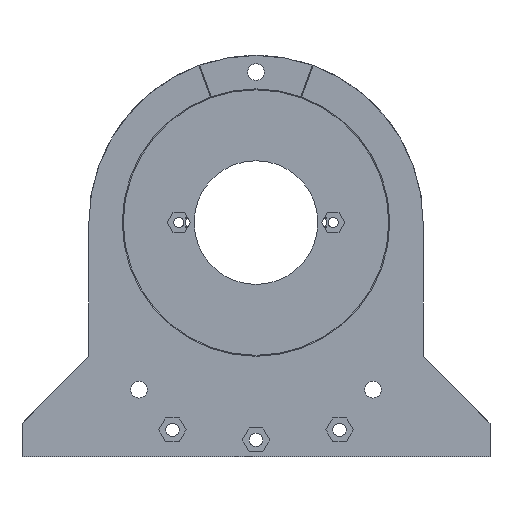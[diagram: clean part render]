
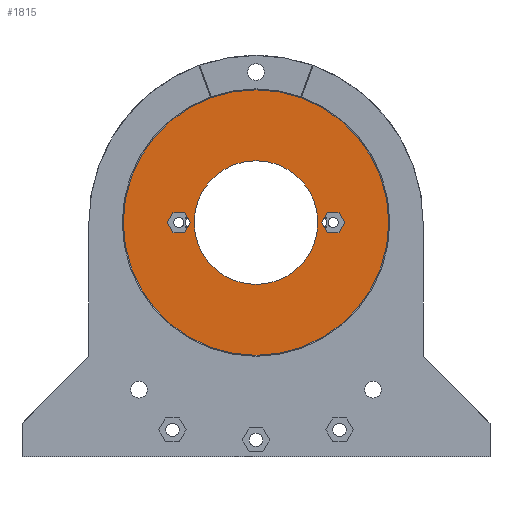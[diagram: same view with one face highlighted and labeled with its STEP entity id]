
A CAD part, front view. The second image highlights one B-rep face of the part: STEP entity #1815.
In plain terms, the highlighted planar face has unit normal (0, -1, 0).
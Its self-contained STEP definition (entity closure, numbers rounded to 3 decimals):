
#1=CARTESIAN_POINT('',(0.,0.,0.));
#2=DIRECTION('',(0.,-1.,0.));
#3=DIRECTION('',(1.,0.,0.));
#4=AXIS2_PLACEMENT_3D('',#1,#2,#3);
#6=CARTESIAN_POINT('',(0.,0.,0.));
#7=DIRECTION('',(0.,-1.,0.));
#8=DIRECTION('',(-1.,0.,0.));
#9=AXIS2_PLACEMENT_3D('',#6,#7,#8);
#11=CARTESIAN_POINT('',(0.,0.,0.));
#12=DIRECTION('',(0.,1.,0.));
#13=DIRECTION('',(-0.342,0.,0.94));
#14=AXIS2_PLACEMENT_3D('',#11,#12,#13);
#16=CARTESIAN_POINT('',(0.,0.,0.));
#17=DIRECTION('',(0.,1.,0.));
#18=DIRECTION('',(0.342,0.,0.94));
#19=AXIS2_PLACEMENT_3D('',#16,#17,#18);
#21=DIRECTION('',(1.,0.,0.));
#22=VECTOR('',#21,3.464);
#23=CARTESIAN_POINT('',(21.368,0.,-3.));
#24=LINE('',#23,#22);
#25=DIRECTION('',(0.5,0.,0.866));
#26=VECTOR('',#25,3.464);
#27=CARTESIAN_POINT('',(24.832,0.,-3.));
#28=LINE('',#27,#26);
#29=DIRECTION('',(-0.5,0.,0.866));
#30=VECTOR('',#29,3.464);
#31=CARTESIAN_POINT('',(26.564,0.,0.));
#32=LINE('',#31,#30);
#33=DIRECTION('',(-1.,0.,0.));
#34=VECTOR('',#33,3.464);
#35=CARTESIAN_POINT('',(24.832,0.,3.));
#36=LINE('',#35,#34);
#37=DIRECTION('',(-0.5,0.,-0.866));
#38=VECTOR('',#37,3.464);
#39=CARTESIAN_POINT('',(21.368,0.,3.));
#40=LINE('',#39,#38);
#41=DIRECTION('',(0.5,0.,-0.866));
#42=VECTOR('',#41,3.464);
#43=CARTESIAN_POINT('',(19.636,0.,0.));
#44=LINE('',#43,#42);
#45=DIRECTION('',(1.,0.,0.));
#46=VECTOR('',#45,3.464);
#47=CARTESIAN_POINT('',(-24.832,0.,-3.));
#48=LINE('',#47,#46);
#49=DIRECTION('',(0.5,0.,0.866));
#50=VECTOR('',#49,3.464);
#51=CARTESIAN_POINT('',(-21.368,0.,-3.));
#52=LINE('',#51,#50);
#53=DIRECTION('',(-0.5,0.,0.866));
#54=VECTOR('',#53,3.464);
#55=CARTESIAN_POINT('',(-19.636,0.,0.));
#56=LINE('',#55,#54);
#57=DIRECTION('',(-1.,0.,0.));
#58=VECTOR('',#57,3.464);
#59=CARTESIAN_POINT('',(-21.368,0.,3.));
#60=LINE('',#59,#58);
#61=DIRECTION('',(-0.5,0.,-0.866));
#62=VECTOR('',#61,3.464);
#63=CARTESIAN_POINT('',(-24.832,0.,3.));
#64=LINE('',#63,#62);
#65=DIRECTION('',(0.5,0.,-0.866));
#66=VECTOR('',#65,3.464);
#67=CARTESIAN_POINT('',(-26.564,0.,0.));
#68=LINE('',#67,#66);
#1388=CARTESIAN_POINT('',(18.5,0.,0.));
#1389=CARTESIAN_POINT('',(-18.5,0.,0.));
#1390=VERTEX_POINT('',#1388);
#1391=VERTEX_POINT('',#1389);
#1524=CARTESIAN_POINT('',(-13.578,0.,37.306));
#1525=CARTESIAN_POINT('',(13.578,0.,37.306));
#1526=VERTEX_POINT('',#1524);
#1527=VERTEX_POINT('',#1525);
#1714=CARTESIAN_POINT('',(21.368,0.,-3.));
#1715=CARTESIAN_POINT('',(24.832,0.,-3.));
#1716=VERTEX_POINT('',#1714);
#1717=VERTEX_POINT('',#1715);
#1718=CARTESIAN_POINT('',(26.564,0.,0.));
#1719=VERTEX_POINT('',#1718);
#1720=CARTESIAN_POINT('',(24.832,0.,3.));
#1721=VERTEX_POINT('',#1720);
#1722=CARTESIAN_POINT('',(21.368,0.,3.));
#1723=VERTEX_POINT('',#1722);
#1724=CARTESIAN_POINT('',(19.636,0.,0.));
#1725=VERTEX_POINT('',#1724);
#1726=CARTESIAN_POINT('',(-24.832,0.,-3.));
#1727=CARTESIAN_POINT('',(-21.368,0.,-3.));
#1728=VERTEX_POINT('',#1726);
#1729=VERTEX_POINT('',#1727);
#1730=CARTESIAN_POINT('',(-19.636,0.,0.));
#1731=VERTEX_POINT('',#1730);
#1732=CARTESIAN_POINT('',(-21.368,0.,3.));
#1733=VERTEX_POINT('',#1732);
#1734=CARTESIAN_POINT('',(-24.832,0.,3.));
#1735=VERTEX_POINT('',#1734);
#1736=CARTESIAN_POINT('',(-26.564,0.,0.));
#1737=VERTEX_POINT('',#1736);
#1770=CARTESIAN_POINT('',(0.,0.,0.));
#1771=DIRECTION('',(0.,1.,0.));
#1772=DIRECTION('',(1.,0.,0.));
#1773=AXIS2_PLACEMENT_3D('',#1770,#1771,#1772);
#1774=PLANE('',#1773);
#1776=ORIENTED_EDGE('',*,*,#1775,.T.);
#1778=ORIENTED_EDGE('',*,*,#1777,.T.);
#1779=EDGE_LOOP('',(#1776,#1778));
#1780=FACE_OUTER_BOUND('',#1779,.F.);
#1782=ORIENTED_EDGE('',*,*,#1781,.T.);
#1784=ORIENTED_EDGE('',*,*,#1783,.T.);
#1785=EDGE_LOOP('',(#1782,#1784));
#1786=FACE_BOUND('',#1785,.F.);
#1788=ORIENTED_EDGE('',*,*,#1787,.T.);
#1790=ORIENTED_EDGE('',*,*,#1789,.T.);
#1792=ORIENTED_EDGE('',*,*,#1791,.T.);
#1794=ORIENTED_EDGE('',*,*,#1793,.T.);
#1796=ORIENTED_EDGE('',*,*,#1795,.T.);
#1798=ORIENTED_EDGE('',*,*,#1797,.T.);
#1799=EDGE_LOOP('',(#1788,#1790,#1792,#1794,#1796,#1798));
#1800=FACE_BOUND('',#1799,.F.);
#1802=ORIENTED_EDGE('',*,*,#1801,.T.);
#1804=ORIENTED_EDGE('',*,*,#1803,.T.);
#1806=ORIENTED_EDGE('',*,*,#1805,.T.);
#1808=ORIENTED_EDGE('',*,*,#1807,.T.);
#1810=ORIENTED_EDGE('',*,*,#1809,.T.);
#1812=ORIENTED_EDGE('',*,*,#1811,.T.);
#1813=EDGE_LOOP('',(#1802,#1804,#1806,#1808,#1810,#1812));
#1814=FACE_BOUND('',#1813,.F.);
#1815=ADVANCED_FACE('',(#1780,#1786,#1800,#1814),#1774,.F.);
#5=CIRCLE('',#4,18.5);
#10=CIRCLE('',#9,18.5);
#15=CIRCLE('',#14,39.7);
#20=CIRCLE('',#19,39.7);
#1775=EDGE_CURVE('',#1526,#1527,#15,.T.);
#1777=EDGE_CURVE('',#1527,#1526,#20,.T.);
#1781=EDGE_CURVE('',#1390,#1391,#5,.T.);
#1783=EDGE_CURVE('',#1391,#1390,#10,.T.);
#1787=EDGE_CURVE('',#1716,#1717,#24,.T.);
#1789=EDGE_CURVE('',#1717,#1719,#28,.T.);
#1791=EDGE_CURVE('',#1719,#1721,#32,.T.);
#1793=EDGE_CURVE('',#1721,#1723,#36,.T.);
#1795=EDGE_CURVE('',#1723,#1725,#40,.T.);
#1797=EDGE_CURVE('',#1725,#1716,#44,.T.);
#1801=EDGE_CURVE('',#1728,#1729,#48,.T.);
#1803=EDGE_CURVE('',#1729,#1731,#52,.T.);
#1805=EDGE_CURVE('',#1731,#1733,#56,.T.);
#1807=EDGE_CURVE('',#1733,#1735,#60,.T.);
#1809=EDGE_CURVE('',#1735,#1737,#64,.T.);
#1811=EDGE_CURVE('',#1737,#1728,#68,.T.);
